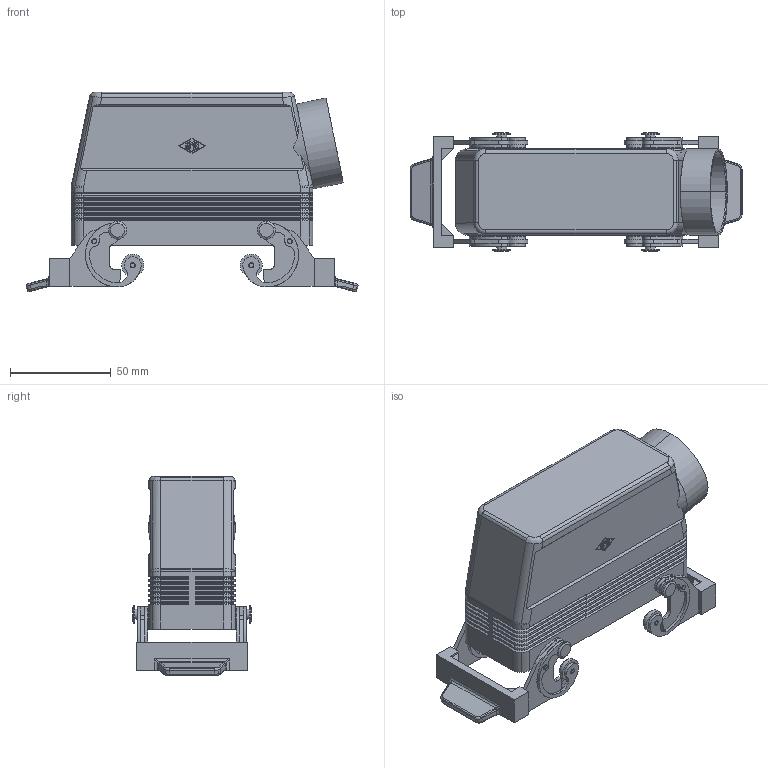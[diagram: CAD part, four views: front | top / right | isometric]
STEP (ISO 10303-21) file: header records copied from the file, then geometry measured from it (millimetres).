
FILE_DESCRIPTION((''),'2;1');
FILE_NAME('MAO 24 X40.stp','2006-12-21T12:54:53',('gembarski'),(''),'Autodesk Inventor 7','Autodesk Inventor 7','');
FILE_SCHEMA(('AUTOMOTIVE_DESIGN { 1 0 10303 214 1 1 1 1 }'));
Length unit declared in the file: millimetre
Products named in the file (1): CAO Tüllengehäuse 2 Bügel für einen Einsatz
Bounding box: 165.09 x 59 x 99.1 mm (x, y, z)
Volume: 101585.1 mm3; surface area: 73200 mm2
Topology: 1 solids, 5 shells, 960 faces, 2418 edges, 1494 vertices
Faces by surface type: bspline 291, plane 287, cylinder 254, cone 108, torus 16, sphere 4
Entity records: 32439 total; most frequent: CARTESIAN_POINT 9670, ORIENTED_EDGE 4812, DIRECTION 4754, EDGE_CURVE 2406, AXIS2_PLACEMENT_3D 1708, VERTEX_POINT 1494, VECTOR 1338, LINE 1338
